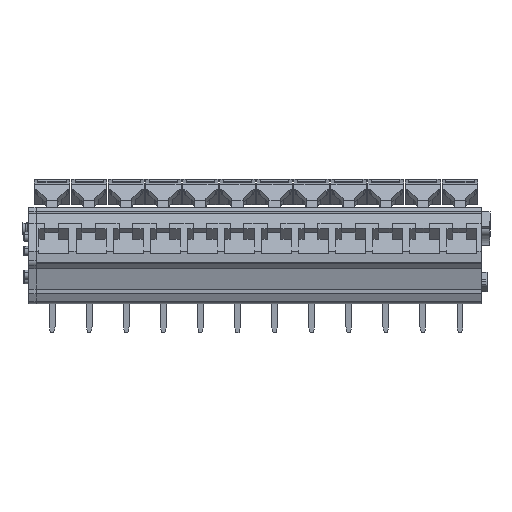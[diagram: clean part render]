
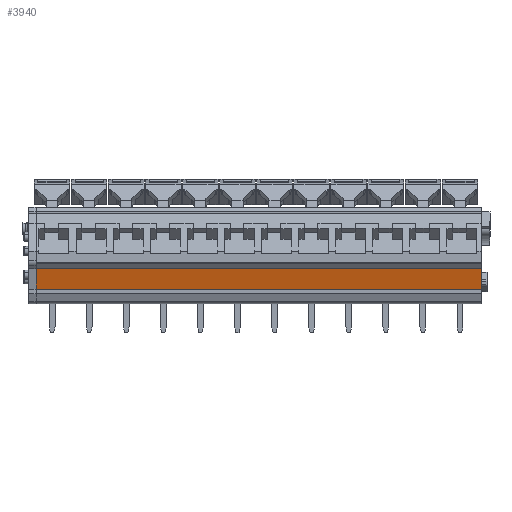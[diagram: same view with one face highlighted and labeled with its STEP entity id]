
A CAD part, front view. The second image highlights one B-rep face of the part: STEP entity #3940.
In plain terms, the highlighted planar face has unit normal (0, -0.966, -0.259).
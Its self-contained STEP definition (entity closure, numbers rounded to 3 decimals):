
#3927=AXIS2_PLACEMENT_3D('Plane Axis2P3D',#3924,#3925,#3926) ;
#929=CARTESIAN_POINT('Vertex',(1.7,1.37,5.863)) ;
#932=CARTESIAN_POINT('Line Origine',(1.7,1.002,7.238)) ;
#936=CARTESIAN_POINT('Vertex',(1.7,0.634,8.613)) ;
#1380=CARTESIAN_POINT('Vertex',(61.7,0.634,8.613)) ;
#1383=CARTESIAN_POINT('Line Origine',(61.7,1.002,7.238)) ;
#1387=CARTESIAN_POINT('Vertex',(61.7,1.37,5.863)) ;
#3911=CARTESIAN_POINT('Line Origine',(31.7,1.37,5.863)) ;
#3924=CARTESIAN_POINT('Axis2P3D Location',(3.85,1.37,5.863)) ;
#3929=CARTESIAN_POINT('Line Origine',(31.7,0.634,8.613)) ;
#933=DIRECTION('Vector Direction',(0.,-0.259,0.966)) ;
#1384=DIRECTION('Vector Direction',(0.,-0.259,0.966)) ;
#3912=DIRECTION('Vector Direction',(-1.,0.,0.)) ;
#3925=DIRECTION('Axis2P3D Direction',(0.,-0.966,-0.259)) ;
#3926=DIRECTION('Axis2P3D XDirection',(0.,-0.259,0.966)) ;
#3930=DIRECTION('Vector Direction',(-1.,0.,0.)) ;
#934=VECTOR('Line Direction',#933,1.) ;
#1385=VECTOR('Line Direction',#1384,1.) ;
#3913=VECTOR('Line Direction',#3912,1.) ;
#3931=VECTOR('Line Direction',#3930,1.) ;
#3935=ORIENTED_EDGE('',*,*,#3915,.F.) ;
#3936=ORIENTED_EDGE('',*,*,#1389,.T.) ;
#3937=ORIENTED_EDGE('',*,*,#3933,.T.) ;
#3938=ORIENTED_EDGE('',*,*,#938,.F.) ;
#3940=ADVANCED_FACE('Housing\\LMZF500-housing',(#3939),#3928,.T.) ;
#938=EDGE_CURVE('',#930,#937,#935,.T.) ;
#1389=EDGE_CURVE('',#1388,#1381,#1386,.T.) ;
#3915=EDGE_CURVE('',#1388,#930,#3914,.T.) ;
#3933=EDGE_CURVE('',#1381,#937,#3932,.T.) ;
#3934=EDGE_LOOP('',(#3935,#3936,#3937,#3938)) ;
#3939=FACE_OUTER_BOUND('',#3934,.T.) ;
#935=LINE('Line',#932,#934) ;
#1386=LINE('Line',#1383,#1385) ;
#3914=LINE('Line',#3911,#3913) ;
#3932=LINE('Line',#3929,#3931) ;
#3928=PLANE('',#3927) ;
#930=VERTEX_POINT('',#929) ;
#937=VERTEX_POINT('',#936) ;
#1381=VERTEX_POINT('',#1380) ;
#1388=VERTEX_POINT('',#1387) ;
